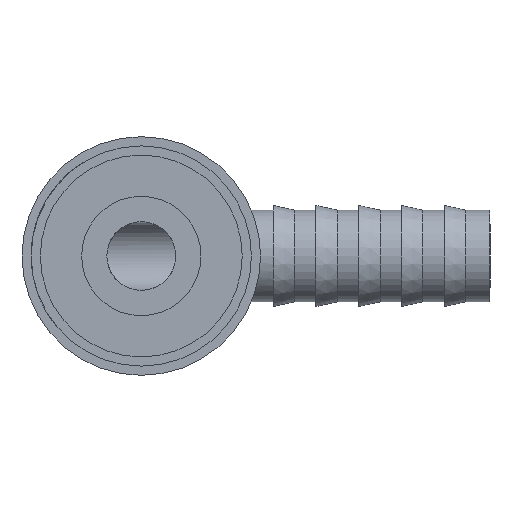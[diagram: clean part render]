
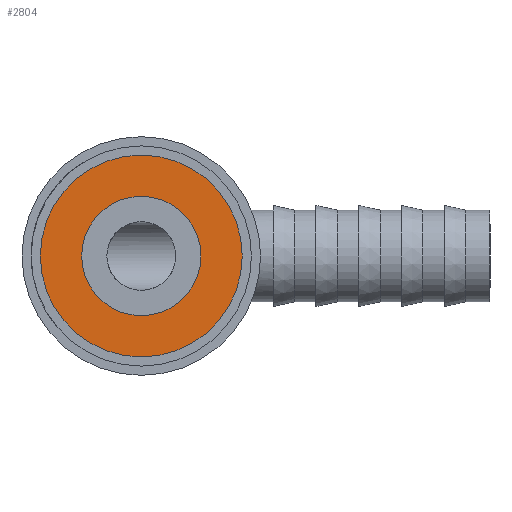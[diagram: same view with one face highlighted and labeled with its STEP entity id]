
A CAD part, left-side view. The second image highlights one B-rep face of the part: STEP entity #2804.
In plain terms, the highlighted planar face has unit normal (-1, 0, 0).
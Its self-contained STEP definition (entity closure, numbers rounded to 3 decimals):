
#90 = CARTESIAN_POINT ( 'NONE',  ( 0., 0., 0. ) ) ;
#347 = EDGE_CURVE ( 'NONE', #7560, #3721, #1975, .T. ) ;
#413 = AXIS2_PLACEMENT_3D ( 'NONE', #90, #7686, #8360 ) ;
#487 = ORIENTED_EDGE ( 'NONE', *, *, #3856, .T. ) ;
#506 = CARTESIAN_POINT ( 'NONE',  ( 0., 0., -6.5 ) ) ;
#536 = ORIENTED_EDGE ( 'NONE', *, *, #2219, .T. ) ;
#802 = ORIENTED_EDGE ( 'NONE', *, *, #1179, .T. ) ;
#839 = AXIS2_PLACEMENT_3D ( 'NONE', #5709, #2280, #4898 ) ;
#1179 = EDGE_CURVE ( 'NONE', #1964, #2065, #6000, .T. ) ;
#1309 = EDGE_LOOP ( 'NONE', ( #536, #2426 ) ) ;
#1964 = VERTEX_POINT ( 'NONE', #506 ) ;
#1975 = CIRCLE ( 'NONE', #839, 11. ) ;
#2065 = VERTEX_POINT ( 'NONE', #6751 ) ;
#2219 = EDGE_CURVE ( 'NONE', #3721, #7560, #8159, .T. ) ;
#2261 = DIRECTION ( 'NONE',  ( 1., 0., 0. ) ) ;
#2280 = DIRECTION ( 'NONE',  ( -1., 0., 0. ) ) ;
#2426 = ORIENTED_EDGE ( 'NONE', *, *, #347, .T. ) ;
#2620 = PLANE ( 'NONE',  #8308 ) ;
#2804 = ADVANCED_FACE ( 'NONE', ( #8780, #5244 ), #2620, .F. ) ;
#3653 = DIRECTION ( 'NONE',  ( 0., 0., -1. ) ) ;
#3721 = VERTEX_POINT ( 'NONE', #7985 ) ;
#3856 = EDGE_CURVE ( 'NONE', #2065, #1964, #4293, .T. ) ;
#4293 = CIRCLE ( 'NONE', #6311, 6.5 ) ;
#4898 = DIRECTION ( 'NONE',  ( 0., 0., 1. ) ) ;
#5084 = CARTESIAN_POINT ( 'NONE',  ( 0., 0., -11. ) ) ;
#5244 = FACE_OUTER_BOUND ( 'NONE', #1309, .T. ) ;
#5466 = CARTESIAN_POINT ( 'NONE',  ( 0., 0., 0. ) ) ;
#5709 = CARTESIAN_POINT ( 'NONE',  ( 0., 0., 0. ) ) ;
#5959 = DIRECTION ( 'NONE',  ( 1., 0., 0. ) ) ;
#5960 = DIRECTION ( 'NONE',  ( 0., 0., -1. ) ) ;
#6000 = CIRCLE ( 'NONE', #6437, 6.5 ) ;
#6311 = AXIS2_PLACEMENT_3D ( 'NONE', #5466, #5959, #8070 ) ;
#6437 = AXIS2_PLACEMENT_3D ( 'NONE', #6900, #2261, #3653 ) ;
#6731 = EDGE_LOOP ( 'NONE', ( #487, #802 ) ) ;
#6751 = CARTESIAN_POINT ( 'NONE',  ( 0., 0., 6.5 ) ) ;
#6900 = CARTESIAN_POINT ( 'NONE',  ( 0., 0., 0. ) ) ;
#7312 = DIRECTION ( 'NONE',  ( 1., 0., 0. ) ) ;
#7560 = VERTEX_POINT ( 'NONE', #5084 ) ;
#7686 = DIRECTION ( 'NONE',  ( -1., 0., 0. ) ) ;
#7985 = CARTESIAN_POINT ( 'NONE',  ( 0., 0., 11. ) ) ;
#8070 = DIRECTION ( 'NONE',  ( 0., 0., -1. ) ) ;
#8159 = CIRCLE ( 'NONE', #413, 11. ) ;
#8308 = AXIS2_PLACEMENT_3D ( 'NONE', #8618, #7312, #5960 ) ;
#8360 = DIRECTION ( 'NONE',  ( 0., 0., 1. ) ) ;
#8618 = CARTESIAN_POINT ( 'NONE',  ( 0., 0., 0. ) ) ;
#8780 = FACE_BOUND ( 'NONE', #6731, .T. ) ;
